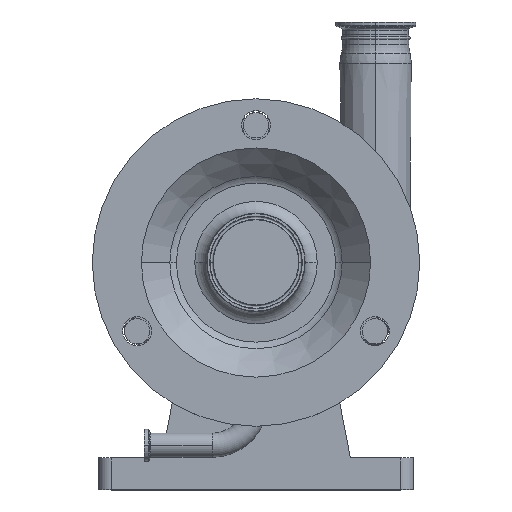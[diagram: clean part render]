
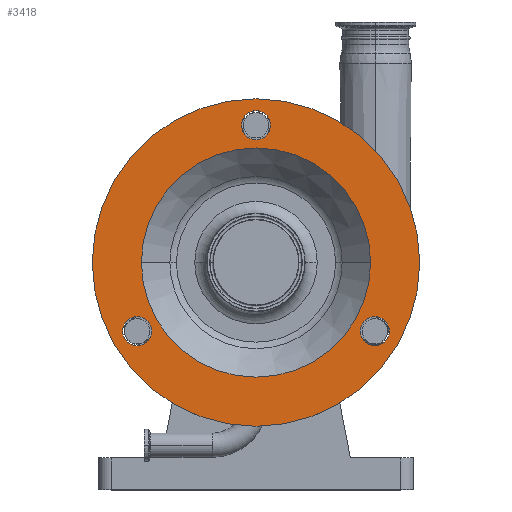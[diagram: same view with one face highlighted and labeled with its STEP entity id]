
A CAD part, top view. The second image highlights one B-rep face of the part: STEP entity #3418.
In plain terms, the highlighted planar face has unit normal (0, 0, 1).
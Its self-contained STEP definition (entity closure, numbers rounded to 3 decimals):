
#2434 = EDGE_CURVE ( 'NONE', #2630, #2631, #15004, .T. ) ;
#2478 = VERTEX_POINT ( 'NONE', #15574 ) ;
#2481 = VERTEX_POINT ( 'NONE', #15431 ) ;
#2491 = VERTEX_POINT ( 'NONE', #15672 ) ;
#2511 = EDGE_CURVE ( 'NONE', #2481, #2478, #15737, .T. ) ;
#2518 = VERTEX_POINT ( 'NONE', #15365 ) ;
#2527 = VERTEX_POINT ( 'NONE', #15383 ) ;
#2528 = EDGE_CURVE ( 'NONE', #2558, #2527, #15629, .T. ) ;
#2548 = EDGE_CURVE ( 'NONE', #2491, #2518, #16309, .T. ) ;
#2556 = VERTEX_POINT ( 'NONE', #16301 ) ;
#2558 = VERTEX_POINT ( 'NONE', #16149 ) ;
#2559 = EDGE_CURVE ( 'NONE', #2556, #2563, #16160, .T. ) ;
#2563 = VERTEX_POINT ( 'NONE', #16291 ) ;
#2630 = VERTEX_POINT ( 'NONE', #15953 ) ;
#2631 = VERTEX_POINT ( 'NONE', #15956 ) ;
#3114 = EDGE_LOOP ( 'NONE', ( #3119, #3120 ) ) ;
#3115 = EDGE_CURVE ( 'NONE', #2478, #2481, #19124, .T. ) ;
#3118 = ORIENTED_EDGE ( 'NONE', *, *, #3115, .T. ) ;
#3119 = ORIENTED_EDGE ( 'NONE', *, *, #3240, .F. ) ;
#3120 = ORIENTED_EDGE ( 'NONE', *, *, #2434, .F. ) ;
#3186 = ORIENTED_EDGE ( 'NONE', *, *, #2528, .F. ) ;
#3187 = EDGE_CURVE ( 'NONE', #2563, #2556, #18965, .T. ) ;
#3188 = ORIENTED_EDGE ( 'NONE', *, *, #2559, .F. ) ;
#3238 = EDGE_CURVE ( 'NONE', #2518, #2491, #19447, .T. ) ;
#3240 = EDGE_CURVE ( 'NONE', #2631, #2630, #19642, .T. ) ;
#3327 = ORIENTED_EDGE ( 'NONE', *, *, #3187, .F. ) ;
#3328 = ORIENTED_EDGE ( 'NONE', *, *, #2548, .F. ) ;
#3329 = EDGE_CURVE ( 'NONE', #2527, #2558, #20435, .T. ) ;
#3332 = EDGE_LOOP ( 'NONE', ( #3336, #3186 ) ) ;
#3336 = ORIENTED_EDGE ( 'NONE', *, *, #3329, .F. ) ;
#3337 = ORIENTED_EDGE ( 'NONE', *, *, #3238, .F. ) ;
#3338 = EDGE_LOOP ( 'NONE', ( #3339, #3118 ) ) ;
#3339 = ORIENTED_EDGE ( 'NONE', *, *, #2511, .T. ) ;
#3414 = EDGE_LOOP ( 'NONE', ( #3337, #3328 ) ) ;
#3417 = EDGE_LOOP ( 'NONE', ( #3327, #3188 ) ) ;
#3418 = ADVANCED_FACE ( 'NONE', ( #21743, #21760, #21745, #21744, #21750 ), #21758, .F. ) ;
#14987 = DIRECTION ( 'NONE',  ( 1., 0., 0. ) ) ;
#14988 = DIRECTION ( 'NONE',  ( 0., 0., 1. ) ) ;
#15004 = CIRCLE ( 'NONE', #15213, 91. ) ;
#15007 = CARTESIAN_POINT ( 'NONE',  ( 0., 0., 218.5 ) ) ;
#15213 = AXIS2_PLACEMENT_3D ( 'NONE', #15007, #14988, #14987 ) ;
#15343 = DIRECTION ( 'NONE',  ( 1., 0., 0. ) ) ;
#15345 = DIRECTION ( 'NONE',  ( 0., 0., 1. ) ) ;
#15347 = CARTESIAN_POINT ( 'NONE',  ( 0., 0., 218.5 ) ) ;
#15348 = AXIS2_PLACEMENT_3D ( 'NONE', #15347, #15345, #15343 ) ;
#15365 = CARTESIAN_POINT ( 'NONE',  ( 88.647, -64.459, 218.5 ) ) ;
#15383 = CARTESIAN_POINT ( 'NONE',  ( -100.147, -44.541, 218.5 ) ) ;
#15385 = AXIS2_PLACEMENT_3D ( 'NONE', #15459, #15785, #15783 ) ;
#15431 = CARTESIAN_POINT ( 'NONE',  ( 130., 0., 218.5 ) ) ;
#15459 = CARTESIAN_POINT ( 'NONE',  ( -94.397, -54.5, 218.5 ) ) ;
#15574 = CARTESIAN_POINT ( 'NONE',  ( -130., 0., 218.5 ) ) ;
#15629 = CIRCLE ( 'NONE', #15385, 11.5 ) ;
#15672 = CARTESIAN_POINT ( 'NONE',  ( 100.147, -44.541, 218.5 ) ) ;
#15737 = CIRCLE ( 'NONE', #15348, 130. ) ;
#15783 = DIRECTION ( 'NONE',  ( -0.5, 0.866, 0. ) ) ;
#15785 = DIRECTION ( 'NONE',  ( 0., 0., 1. ) ) ;
#15897 = DIRECTION ( 'NONE',  ( 0., 0., 1. ) ) ;
#15953 = CARTESIAN_POINT ( 'NONE',  ( -91., 0., 218.5 ) ) ;
#15956 = CARTESIAN_POINT ( 'NONE',  ( 91., 0., 218.5 ) ) ;
#16125 = DIRECTION ( 'NONE',  ( 1., 0., 0. ) ) ;
#16126 = DIRECTION ( 'NONE',  ( 0., 0., 1. ) ) ;
#16127 = CARTESIAN_POINT ( 'NONE',  ( 0., 109., 218.5 ) ) ;
#16129 = AXIS2_PLACEMENT_3D ( 'NONE', #16127, #16126, #16125 ) ;
#16149 = CARTESIAN_POINT ( 'NONE',  ( -88.647, -64.459, 218.5 ) ) ;
#16155 = DIRECTION ( 'NONE',  ( -0.5, -0.866, 0. ) ) ;
#16158 = CARTESIAN_POINT ( 'NONE',  ( 94.397, -54.5, 218.5 ) ) ;
#16160 = CIRCLE ( 'NONE', #16129, 11.5 ) ;
#16190 = AXIS2_PLACEMENT_3D ( 'NONE', #16158, #15897, #16155 ) ;
#16291 = CARTESIAN_POINT ( 'NONE',  ( 11.5, 109., 218.5 ) ) ;
#16301 = CARTESIAN_POINT ( 'NONE',  ( -11.5, 109., 218.5 ) ) ;
#16309 = CIRCLE ( 'NONE', #16190, 11.5 ) ;
#18828 = CARTESIAN_POINT ( 'NONE',  ( 0., 109., 218.5 ) ) ;
#18830 = AXIS2_PLACEMENT_3D ( 'NONE', #18828, #18897, #18896 ) ;
#18896 = DIRECTION ( 'NONE',  ( 1., 0., 0. ) ) ;
#18897 = DIRECTION ( 'NONE',  ( 0., 0., 1. ) ) ;
#18965 = CIRCLE ( 'NONE', #18830, 11.5 ) ;
#19124 = CIRCLE ( 'NONE', #19242, 130. ) ;
#19128 = CARTESIAN_POINT ( 'NONE',  ( 0., 0., 218.5 ) ) ;
#19238 = DIRECTION ( 'NONE',  ( 1., 0., 0. ) ) ;
#19240 = DIRECTION ( 'NONE',  ( 0., 0., 1. ) ) ;
#19242 = AXIS2_PLACEMENT_3D ( 'NONE', #19128, #19240, #19238 ) ;
#19447 = CIRCLE ( 'NONE', #19512, 11.5 ) ;
#19512 = AXIS2_PLACEMENT_3D ( 'NONE', #19637, #19630, #19628 ) ;
#19620 = CARTESIAN_POINT ( 'NONE',  ( 0., 0., 218.5 ) ) ;
#19623 = DIRECTION ( 'NONE',  ( 0., 0., 1. ) ) ;
#19628 = DIRECTION ( 'NONE',  ( -0.5, -0.866, 0. ) ) ;
#19630 = DIRECTION ( 'NONE',  ( 0., 0., 1. ) ) ;
#19637 = CARTESIAN_POINT ( 'NONE',  ( 94.397, -54.5, 218.5 ) ) ;
#19642 = CIRCLE ( 'NONE', #19737, 91. ) ;
#19736 = DIRECTION ( 'NONE',  ( 1., 0., 0. ) ) ;
#19737 = AXIS2_PLACEMENT_3D ( 'NONE', #19620, #19623, #19736 ) ;
#20240 = DIRECTION ( 'NONE',  ( -0.5, 0.866, 0. ) ) ;
#20241 = DIRECTION ( 'NONE',  ( 0., 0., 1. ) ) ;
#20242 = AXIS2_PLACEMENT_3D ( 'NONE', #20434, #20241, #20240 ) ;
#20434 = CARTESIAN_POINT ( 'NONE',  ( -94.397, -54.5, 218.5 ) ) ;
#20435 = CIRCLE ( 'NONE', #20242, 11.5 ) ;
#21666 = AXIS2_PLACEMENT_3D ( 'NONE', #21725, #21723, #21721 ) ;
#21721 = DIRECTION ( 'NONE',  ( -1., 0., 0. ) ) ;
#21723 = DIRECTION ( 'NONE',  ( 0., 0., -1. ) ) ;
#21725 = CARTESIAN_POINT ( 'NONE',  ( 0., 39., 218.5 ) ) ;
#21743 = FACE_BOUND ( 'NONE', #3414, .T. ) ;
#21744 = FACE_OUTER_BOUND ( 'NONE', #3338, .T. ) ;
#21745 = FACE_BOUND ( 'NONE', #3417, .T. ) ;
#21750 = FACE_BOUND ( 'NONE', #3114, .T. ) ;
#21758 = PLANE ( 'NONE',  #21666 ) ;
#21760 = FACE_BOUND ( 'NONE', #3332, .T. ) ;
